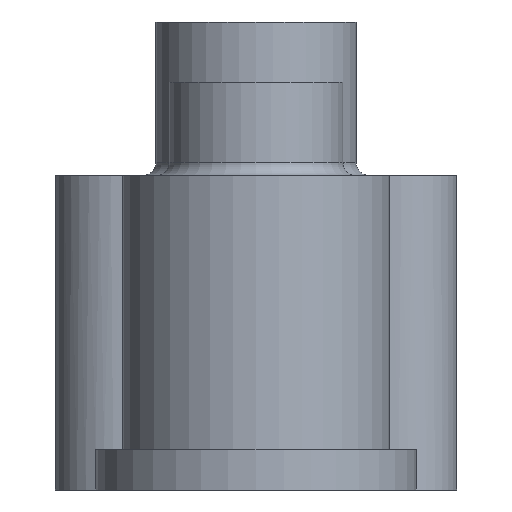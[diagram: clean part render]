
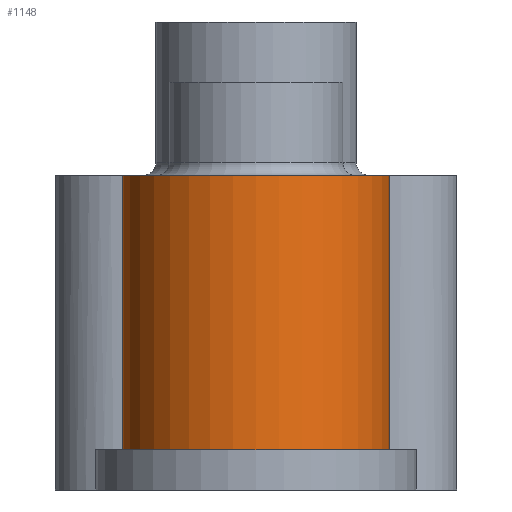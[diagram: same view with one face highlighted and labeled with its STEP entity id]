
A CAD part, left-side view. The second image highlights one B-rep face of the part: STEP entity #1148.
In plain terms, the highlighted cylindrical face has radius 40 mm (diameter 80 mm), a partial arc.
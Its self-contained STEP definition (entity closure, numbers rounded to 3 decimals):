
#48=CYLINDRICAL_SURFACE('',#1262,40.);
#124=LINE('',#1886,#216);
#131=LINE('',#1900,#223);
#216=VECTOR('',#1549,82.);
#223=VECTOR('',#1562,82.);
#359=FACE_OUTER_BOUND('',#452,.T.);
#452=EDGE_LOOP('',(#996,#997,#998,#999));
#477=CIRCLE('',#1173,40.);
#518=CIRCLE('',#1263,40.);
#537=VERTEX_POINT('',#1644);
#538=VERTEX_POINT('',#1645);
#622=VERTEX_POINT('',#1884);
#626=VERTEX_POINT('',#1899);
#647=EDGE_CURVE('',#537,#538,#477,.T.);
#758=EDGE_CURVE('',#622,#538,#124,.T.);
#765=EDGE_CURVE('',#626,#537,#131,.T.);
#768=EDGE_CURVE('',#626,#622,#518,.T.);
#996=ORIENTED_EDGE('',*,*,#647,.T.);
#997=ORIENTED_EDGE('',*,*,#758,.F.);
#998=ORIENTED_EDGE('',*,*,#768,.F.);
#999=ORIENTED_EDGE('',*,*,#765,.T.);
#1148=ADVANCED_FACE('',(#359),#48,.T.);
#1173=AXIS2_PLACEMENT_3D('',#1646,#1307,#1308);
#1262=AXIS2_PLACEMENT_3D('',#1904,#1565,#1566);
#1263=AXIS2_PLACEMENT_3D('',#1905,#1567,#1568);
#1307=DIRECTION('center_axis',(0.,0.,-1.));
#1308=DIRECTION('ref_axis',(0.,1.,0.));
#1549=DIRECTION('',(0.,0.,1.));
#1562=DIRECTION('',(0.,0.,1.));
#1565=DIRECTION('center_axis',(0.,0.,1.));
#1566=DIRECTION('ref_axis',(0.,1.,0.));
#1567=DIRECTION('center_axis',(0.,0.,-1.));
#1568=DIRECTION('ref_axis',(0.,1.,0.));
#1644=CARTESIAN_POINT('',(0.,-40.,94.));
#1645=CARTESIAN_POINT('',(0.,40.,94.));
#1646=CARTESIAN_POINT('Origin',(0.,0.,94.));
#1884=CARTESIAN_POINT('',(0.,40.,12.));
#1886=CARTESIAN_POINT('',(0.,40.,12.));
#1899=CARTESIAN_POINT('',(0.,-40.,12.));
#1900=CARTESIAN_POINT('',(0.,-40.,12.));
#1904=CARTESIAN_POINT('Origin',(0.,0.,12.));
#1905=CARTESIAN_POINT('Origin',(0.,0.,12.));
